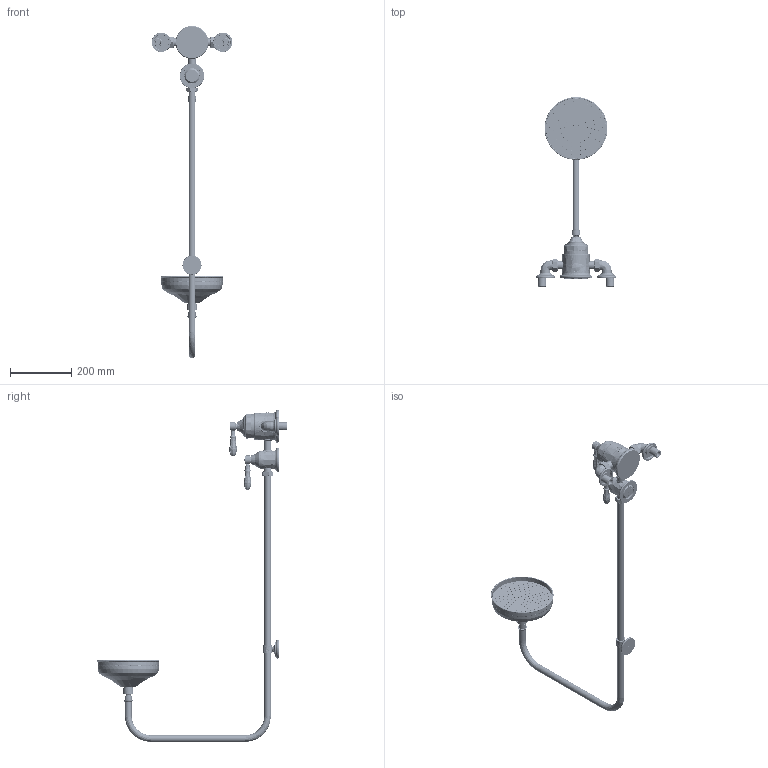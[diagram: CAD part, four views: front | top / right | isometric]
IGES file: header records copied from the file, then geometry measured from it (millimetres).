
Global section: file name: V2K2-GB GC; native system: Autodesk Inventor 2018; preprocessor: unknown; author: aduggalther; date: 20171222.085850; units: millimetre
Bounding box: 263.39 x 619.49 x 1081.31 mm (x, y, z)
Volume: 2561393.8 mm3; surface area: 711162.6 mm2
Topology: 101 solids, 106 shells, 3749 faces, 10093 edges, 6929 vertices
Faces by surface type: bspline 3749
